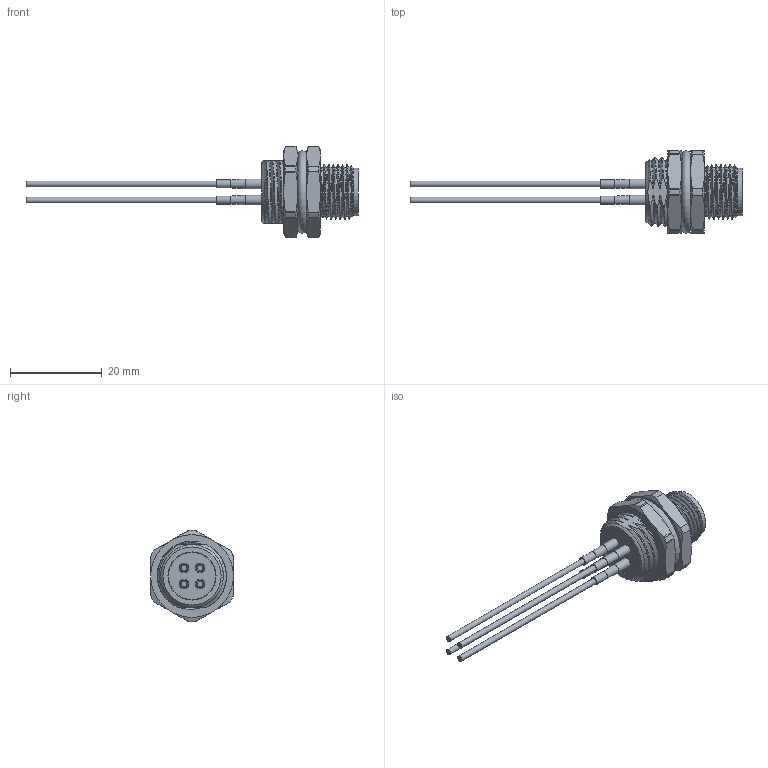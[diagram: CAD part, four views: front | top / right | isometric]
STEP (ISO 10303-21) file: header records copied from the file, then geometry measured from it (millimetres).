
FILE_DESCRIPTION(/* description */ ('Unknown'),/* implementation_level */ '2;1');
FILE_NAME(/* name */ '643352100604',/* time_stamp */ '2021-04-02T14:25:33+02:00',/* author */ ('Unknown'),/* organization */ ('Unknown'),/* preprocessor_version */ 'ST-DEVELOPER v16.7',/* originating_system */ 'Solid Edge',/* authorisation */ 'Unknown');
FILE_SCHEMA (('AUTOMOTIVE_DESIGN {1 0 10303 214 3 1 1}'));
Length unit declared in the file: millimetre
Products named in the file (13): 6433521006xx; 6430501006xx; 643050100604; 6430501006xx_Housing; 6430501006xx_Pin; 6430501006xx_Resin; 643xx01004xx_Seal_outer; 643xx01006xx_Nut; Wire 22AWG Brown; Wire 22AWG White; 6433521006xx_Shrink tube; Wire 22AWG Blue; Wire 22AWG Black
Assembly tree (18 placements, depth 3):
  6433521006xx
    6430501006xx
      643050100604
      6430501006xx_Housing
      6430501006xx_Pin  x4
      6430501006xx_Resin
      643xx01004xx_Seal_outer
      643xx01006xx_Nut
    Wire 22AWG Brown
    Wire 22AWG White
    6433521006xx_Shrink tube  x4
    Wire 22AWG Blue
    Wire 22AWG Black
Bounding box: 72.5 x 18.01 x 20 mm (x, y, z)
Volume: 3531.8 mm3; surface area: 6398.1 mm2
Topology: 17 solids, 17 shells, 528 faces, 1222 edges, 781 vertices
Faces by surface type: cylinder 192, plane 184, cone 97, torus 29, bspline 26
Full cylindrical faces by diameter (mm): 0.77 x4, 1 x8, 1.1 x4, 1.245 x4, 1.26 x8, 1.3 x8, 1.4 x20, 1.42 x4, 1.5 x12, 1.56 x8, 1.6 x4, 1.7 x8, 1.781 x4, 2.1 x4, 8.3 x1, 9.16 x1, 9.2 x1, 9.44 x1, 9.5 x16, 10.45 x1, 10.76 x7
Entity records: 22661 total; most frequent: CARTESIAN_POINT 14292, DIRECTION 1611, ORIENTED_EDGE 1494, EDGE_CURVE 747, AXIS2_PLACEMENT_3D 679, FACE_BOUND 563, EDGE_LOOP 561, VERTEX_POINT 552
